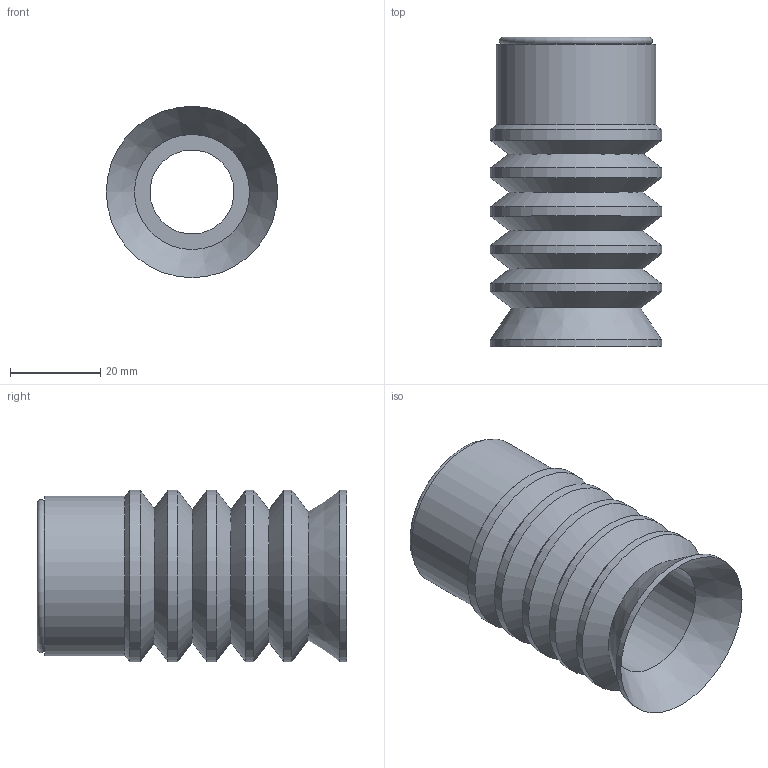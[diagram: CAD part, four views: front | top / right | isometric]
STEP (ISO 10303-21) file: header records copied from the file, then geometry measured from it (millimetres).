
FILE_DESCRIPTION(/* description */ (''),/* implementation_level */ '2;1');
FILE_NAME(/* name */ 'vf38-5sb_rac21r1-2h.stp',/* time_stamp */ '2020-10-28T13:29:26+01:00',/* author */ ('enginyeria'),/* organization */ (''),/* preprocessor_version */ 'ST-DEVELOPER v17.2',/* originating_system */ 'Autodesk Inventor 2019',/* authorisation */ '');
FILE_SCHEMA (('CONFIG_CONTROL_DESIGN'));
Length unit declared in the file: millimetre
Products named in the file (1): Pieza143
Bounding box: 38 x 68.6 x 38 mm (x, y, z)
Volume: 27143.5 mm3; surface area: 17416.7 mm2
Topology: 1 solids, 2 shells, 34 faces, 96 edges, 67 vertices
Faces by surface type: cone 14, cylinder 12, plane 5, torus 3
Full cylindrical faces by diameter (mm): 18.631 x1, 23 x1, 25.5 x1, 29.1 x2, 35.3 x1, 38 x6
Entity records: 1261 total; most frequent: DIRECTION 236, CARTESIAN_POINT 198, ORIENTED_EDGE 192, AXIS2_PLACEMENT_3D 105, EDGE_CURVE 96, CIRCLE 70, VERTEX_POINT 67, EDGE_LOOP 39
